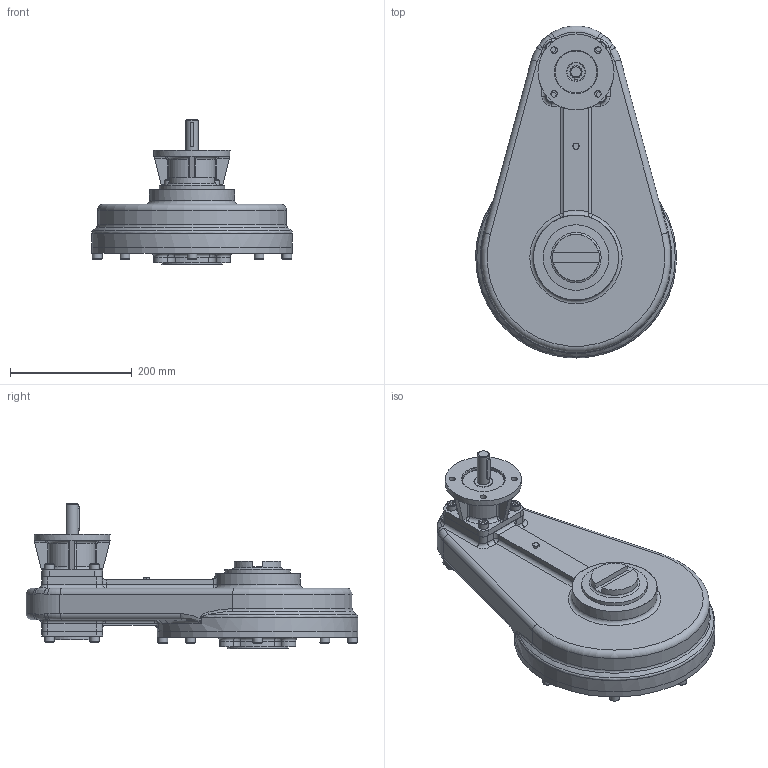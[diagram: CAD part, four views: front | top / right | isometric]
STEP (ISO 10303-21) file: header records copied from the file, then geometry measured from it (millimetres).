
FILE_DESCRIPTION( ( 'Unknown' ), '1' );
FILE_NAME( 'PUBIS6-F10-F14_simplified.stp', 'Unknown', ( 'Unknown' ), ( 'Unknown' ), 'PSStep 15.0.49', 'Unknown', ' ' );
FILE_SCHEMA( ( 'AUTOMOTIVE_DESIGN { 1 0 10303 214 1 1 1 1 }' ) );
Length unit declared in the file: millimetre
Products named in the file (27): 1; 2; 3; 4; 5; 6; 7; 8; 9; 10; 11; 12; 13; 14; 15; 16; 17; 18; 19; 20; 21; 22; 23; 24; 25; 26; 27
Bounding box: 330 x 545.86 x 239.5 mm (x, y, z)
Surface area: 513529.9 mm2 (no closed solid volume)
Topology: 0 solids, 478 shells, 478 faces, 2216 edges, 2137 vertices
Faces by surface type: plane 210, cylinder 132, bspline 53, torus 42, cone 37, sphere 4
Full cylindrical faces by diameter (mm): 10.5 x4, 13.835 x4, 16 x16, 20 x1, 30 x2, 70 x1, 70.05 x1, 80 x1, 100 x1, 107.95 x1, 110 x1, 125 x1, 140 x1, 330 x2
Entity records: 36546 total; most frequent: CARTESIAN_POINT 16210, DIRECTION 3441, VERTEX_POINT 2103, ORIENTED_EDGE 2099, EDGE_CURVE 2099, AXIS2_PLACEMENT_3D 1214, LINE 1013, VECTOR 1013
